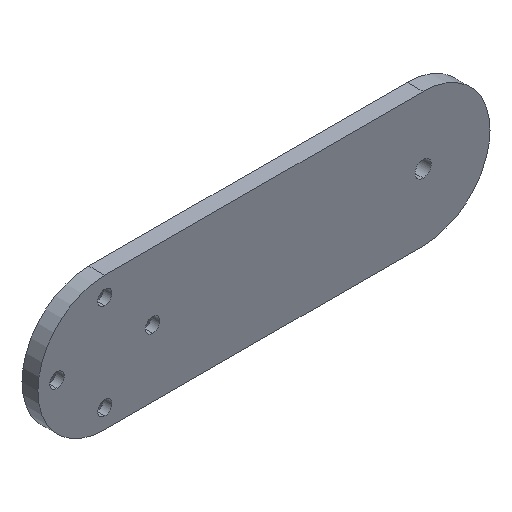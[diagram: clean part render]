
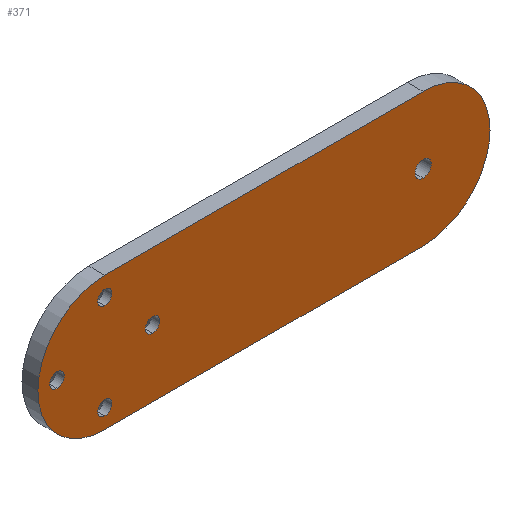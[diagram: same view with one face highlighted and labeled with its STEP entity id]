
A CAD part, isometric view. The second image highlights one B-rep face of the part: STEP entity #371.
In plain terms, the highlighted planar face has unit normal (0, -1, 0).
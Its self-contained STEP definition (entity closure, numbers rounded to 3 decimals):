
#4 = CARTESIAN_POINT ( 'NONE',  ( 100., 0., 2.553 ) ) ;
#9 = ORIENTED_EDGE ( 'NONE', *, *, #554, .F. ) ;
#13 = CARTESIAN_POINT ( 'NONE',  ( -15., 0., 0. ) ) ;
#16 = VERTEX_POINT ( 'NONE', #413 ) ;
#17 = VERTEX_POINT ( 'NONE', #543 ) ;
#22 = DIRECTION ( 'NONE',  ( 0., 1., 0. ) ) ;
#31 = CIRCLE ( 'NONE', #447, 2.25 ) ;
#36 = VERTEX_POINT ( 'NONE', #660 ) ;
#44 = DIRECTION ( 'NONE',  ( 0., 1., 0. ) ) ;
#45 = VERTEX_POINT ( 'NONE', #279 ) ;
#46 = AXIS2_PLACEMENT_3D ( 'NONE', #263, #774, #395 ) ;
#52 = VECTOR ( 'NONE', #229, 1000. ) ;
#56 = AXIS2_PLACEMENT_3D ( 'NONE', #580, #666, #101 ) ;
#60 = EDGE_LOOP ( 'NONE', ( #344, #241 ) ) ;
#61 = DIRECTION ( 'NONE',  ( 0., 1., 0. ) ) ;
#63 = CARTESIAN_POINT ( 'NONE',  ( -15., 0., -2.25 ) ) ;
#75 = LINE ( 'NONE', #602, #52 ) ;
#76 = VERTEX_POINT ( 'NONE', #290 ) ;
#82 = DIRECTION ( 'NONE',  ( 0., 1., 0. ) ) ;
#94 = ORIENTED_EDGE ( 'NONE', *, *, #652, .T. ) ;
#101 = DIRECTION ( 'NONE',  ( 0., 0., 1. ) ) ;
#110 = EDGE_CURVE ( 'NONE', #239, #181, #448, .T. ) ;
#118 = DIRECTION ( 'NONE',  ( -1., 0., 0. ) ) ;
#122 = VERTEX_POINT ( 'NONE', #443 ) ;
#127 = CARTESIAN_POINT ( 'NONE',  ( 15., 0., 0. ) ) ;
#132 = ORIENTED_EDGE ( 'NONE', *, *, #401, .T. ) ;
#133 = EDGE_LOOP ( 'NONE', ( #137, #789 ) ) ;
#137 = ORIENTED_EDGE ( 'NONE', *, *, #219, .T. ) ;
#140 = ORIENTED_EDGE ( 'NONE', *, *, #110, .F. ) ;
#142 = CIRCLE ( 'NONE', #563, 2.25 ) ;
#148 = EDGE_CURVE ( 'NONE', #227, #596, #189, .T. ) ;
#151 = CIRCLE ( 'NONE', #770, 2.25 ) ;
#176 = DIRECTION ( 'NONE',  ( 0., 0., 1. ) ) ;
#181 = VERTEX_POINT ( 'NONE', #347 ) ;
#182 = AXIS2_PLACEMENT_3D ( 'NONE', #13, #311, #502 ) ;
#189 = CIRCLE ( 'NONE', #46, 2.553 ) ;
#190 = EDGE_CURVE ( 'NONE', #36, #386, #75, .T. ) ;
#193 = VERTEX_POINT ( 'NONE', #538 ) ;
#219 = EDGE_CURVE ( 'NONE', #193, #267, #151, .T. ) ;
#222 = DIRECTION ( 'NONE',  ( 0., 0., 1. ) ) ;
#227 = VERTEX_POINT ( 'NONE', #4 ) ;
#229 = DIRECTION ( 'NONE',  ( 1., 0., 0. ) ) ;
#231 = AXIS2_PLACEMENT_3D ( 'NONE', #626, #253, #632 ) ;
#232 = CARTESIAN_POINT ( 'NONE',  ( 0., 0., -15. ) ) ;
#235 = DIRECTION ( 'NONE',  ( 0., 1., 0. ) ) ;
#236 = FACE_OUTER_BOUND ( 'NONE', #287, .T. ) ;
#238 = ORIENTED_EDGE ( 'NONE', *, *, #781, .T. ) ;
#239 = VERTEX_POINT ( 'NONE', #745 ) ;
#241 = ORIENTED_EDGE ( 'NONE', *, *, #440, .T. ) ;
#243 = DIRECTION ( 'NONE',  ( 0., 0., 1. ) ) ;
#247 = CIRCLE ( 'NONE', #721, 21. ) ;
#250 = VECTOR ( 'NONE', #118, 1000. ) ;
#253 = DIRECTION ( 'NONE',  ( 0., 1., 0. ) ) ;
#263 = CARTESIAN_POINT ( 'NONE',  ( 100., 0., 0. ) ) ;
#267 = VERTEX_POINT ( 'NONE', #576 ) ;
#279 = CARTESIAN_POINT ( 'NONE',  ( 0., 0., 12.75 ) ) ;
#280 = ORIENTED_EDGE ( 'NONE', *, *, #190, .F. ) ;
#281 = AXIS2_PLACEMENT_3D ( 'NONE', #389, #82, #516 ) ;
#282 = ORIENTED_EDGE ( 'NONE', *, *, #579, .T. ) ;
#287 = EDGE_LOOP ( 'NONE', ( #379, #140, #9, #280 ) ) ;
#290 = CARTESIAN_POINT ( 'NONE',  ( 0., 0., -17.25 ) ) ;
#311 = DIRECTION ( 'NONE',  ( 0., 1., 0. ) ) ;
#324 = EDGE_CURVE ( 'NONE', #267, #193, #533, .T. ) ;
#326 = CIRCLE ( 'NONE', #530, 21. ) ;
#329 = DIRECTION ( 'NONE',  ( 0., 0., 1. ) ) ;
#344 = ORIENTED_EDGE ( 'NONE', *, *, #148, .T. ) ;
#345 = CARTESIAN_POINT ( 'NONE',  ( 100., 0., 0. ) ) ;
#347 = CARTESIAN_POINT ( 'NONE',  ( 0., 0., -21. ) ) ;
#371 = ADVANCED_FACE ( 'NONE', ( #544, #526, #510, #562, #707, #236 ), #794, .F. ) ;
#372 = CARTESIAN_POINT ( 'NONE',  ( 0., 0., -21. ) ) ;
#373 = AXIS2_PLACEMENT_3D ( 'NONE', #464, #410, #724 ) ;
#377 = CIRCLE ( 'NONE', #585, 2.553 ) ;
#379 = ORIENTED_EDGE ( 'NONE', *, *, #524, .F. ) ;
#380 = EDGE_LOOP ( 'NONE', ( #238, #132 ) ) ;
#386 = VERTEX_POINT ( 'NONE', #654 ) ;
#389 = CARTESIAN_POINT ( 'NONE',  ( 0., 0., -15. ) ) ;
#395 = DIRECTION ( 'NONE',  ( 0., 0., 1. ) ) ;
#398 = CARTESIAN_POINT ( 'NONE',  ( 0., 0., 0. ) ) ;
#401 = EDGE_CURVE ( 'NONE', #76, #16, #31, .T. ) ;
#408 = ORIENTED_EDGE ( 'NONE', *, *, #582, .T. ) ;
#410 = DIRECTION ( 'NONE',  ( 0., 1., 0. ) ) ;
#413 = CARTESIAN_POINT ( 'NONE',  ( 0., 0., -12.75 ) ) ;
#440 = EDGE_CURVE ( 'NONE', #596, #227, #377, .T. ) ;
#443 = CARTESIAN_POINT ( 'NONE',  ( 0., 0., 17.25 ) ) ;
#447 = AXIS2_PLACEMENT_3D ( 'NONE', #232, #800, #677 ) ;
#448 = LINE ( 'NONE', #372, #250 ) ;
#456 = CIRCLE ( 'NONE', #281, 2.25 ) ;
#464 = CARTESIAN_POINT ( 'NONE',  ( 0., 0., 0. ) ) ;
#477 = DIRECTION ( 'NONE',  ( 0., 1., 0. ) ) ;
#485 = CARTESIAN_POINT ( 'NONE',  ( 100., 0., -2.553 ) ) ;
#494 = DIRECTION ( 'NONE',  ( 0., 0., 1. ) ) ;
#502 = DIRECTION ( 'NONE',  ( 0., 0., 1. ) ) ;
#510 = FACE_BOUND ( 'NONE', #528, .T. ) ;
#511 = ORIENTED_EDGE ( 'NONE', *, *, #726, .T. ) ;
#516 = DIRECTION ( 'NONE',  ( 0., 0., 1. ) ) ;
#524 = EDGE_CURVE ( 'NONE', #181, #36, #247, .T. ) ;
#526 = FACE_BOUND ( 'NONE', #788, .T. ) ;
#528 = EDGE_LOOP ( 'NONE', ( #282, #94 ) ) ;
#530 = AXIS2_PLACEMENT_3D ( 'NONE', #345, #22, #329 ) ;
#533 = CIRCLE ( 'NONE', #56, 2.25 ) ;
#538 = CARTESIAN_POINT ( 'NONE',  ( 15., 0., 2.25 ) ) ;
#543 = CARTESIAN_POINT ( 'NONE',  ( -15., 0., 2.25 ) ) ;
#544 = FACE_BOUND ( 'NONE', #380, .T. ) ;
#554 = EDGE_CURVE ( 'NONE', #386, #239, #326, .T. ) ;
#560 = CARTESIAN_POINT ( 'NONE',  ( 100., 0., 0. ) ) ;
#562 = FACE_BOUND ( 'NONE', #133, .T. ) ;
#563 = AXIS2_PLACEMENT_3D ( 'NONE', #725, #477, #590 ) ;
#570 = AXIS2_PLACEMENT_3D ( 'NONE', #623, #61, #494 ) ;
#576 = CARTESIAN_POINT ( 'NONE',  ( 15., 0., -2.25 ) ) ;
#579 = EDGE_CURVE ( 'NONE', #122, #45, #784, .T. ) ;
#580 = CARTESIAN_POINT ( 'NONE',  ( 15., 0., 0. ) ) ;
#582 = EDGE_CURVE ( 'NONE', #765, #17, #698, .T. ) ;
#585 = AXIS2_PLACEMENT_3D ( 'NONE', #560, #235, #176 ) ;
#590 = DIRECTION ( 'NONE',  ( 0., 0., 1. ) ) ;
#592 = CIRCLE ( 'NONE', #182, 2.25 ) ;
#596 = VERTEX_POINT ( 'NONE', #485 ) ;
#602 = CARTESIAN_POINT ( 'NONE',  ( 0., 0., 21. ) ) ;
#623 = CARTESIAN_POINT ( 'NONE',  ( -15., 0., 0. ) ) ;
#626 = CARTESIAN_POINT ( 'NONE',  ( 0., 0., 15. ) ) ;
#632 = DIRECTION ( 'NONE',  ( 0., 0., 1. ) ) ;
#652 = EDGE_CURVE ( 'NONE', #45, #122, #142, .T. ) ;
#654 = CARTESIAN_POINT ( 'NONE',  ( 100., 0., 21. ) ) ;
#660 = CARTESIAN_POINT ( 'NONE',  ( 0., 0., 21. ) ) ;
#666 = DIRECTION ( 'NONE',  ( 0., 1., 0. ) ) ;
#677 = DIRECTION ( 'NONE',  ( 0., 0., 1. ) ) ;
#694 = DIRECTION ( 'NONE',  ( 0., 1., 0. ) ) ;
#698 = CIRCLE ( 'NONE', #570, 2.25 ) ;
#707 = FACE_BOUND ( 'NONE', #60, .T. ) ;
#721 = AXIS2_PLACEMENT_3D ( 'NONE', #398, #44, #222 ) ;
#724 = DIRECTION ( 'NONE',  ( 0., 0., 1. ) ) ;
#725 = CARTESIAN_POINT ( 'NONE',  ( 0., 0., 15. ) ) ;
#726 = EDGE_CURVE ( 'NONE', #17, #765, #592, .T. ) ;
#745 = CARTESIAN_POINT ( 'NONE',  ( 100., 0., -21. ) ) ;
#765 = VERTEX_POINT ( 'NONE', #63 ) ;
#770 = AXIS2_PLACEMENT_3D ( 'NONE', #127, #694, #243 ) ;
#774 = DIRECTION ( 'NONE',  ( 0., 1., 0. ) ) ;
#781 = EDGE_CURVE ( 'NONE', #16, #76, #456, .T. ) ;
#784 = CIRCLE ( 'NONE', #231, 2.25 ) ;
#788 = EDGE_LOOP ( 'NONE', ( #511, #408 ) ) ;
#789 = ORIENTED_EDGE ( 'NONE', *, *, #324, .T. ) ;
#794 = PLANE ( 'NONE',  #373 ) ;
#800 = DIRECTION ( 'NONE',  ( 0., 1., 0. ) ) ;
